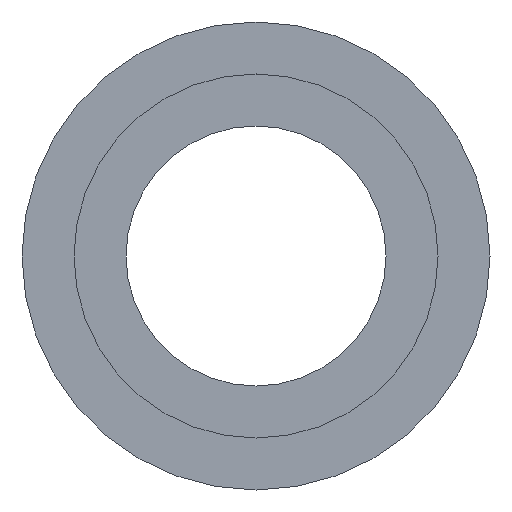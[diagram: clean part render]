
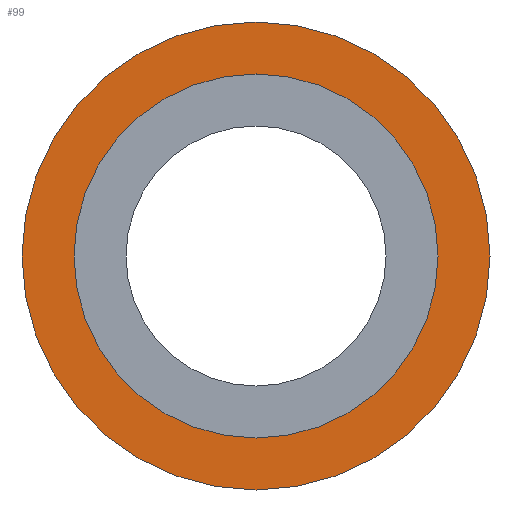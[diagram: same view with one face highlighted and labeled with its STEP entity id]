
A CAD part, front view. The second image highlights one B-rep face of the part: STEP entity #99.
In plain terms, the highlighted planar face has unit normal (0, -1, 0).
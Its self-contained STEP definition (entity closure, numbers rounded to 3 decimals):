
#13 = AXIS2_PLACEMENT_3D ( 'NONE', #162, #291, #42 ) ;
#19 = CIRCLE ( 'NONE', #122, 7. ) ;
#21 = PLANE ( 'NONE',  #13 ) ;
#22 = EDGE_CURVE ( 'NONE', #284, #135, #19, .T. ) ;
#28 = CARTESIAN_POINT ( 'NONE',  ( 0., 5., 0. ) ) ;
#33 = ORIENTED_EDGE ( 'NONE', *, *, #287, .T. ) ;
#42 = DIRECTION ( 'NONE',  ( 0., 0., -1. ) ) ;
#75 = DIRECTION ( 'NONE',  ( 0., -1., 0. ) ) ;
#82 = DIRECTION ( 'NONE',  ( 0., -1., 0. ) ) ;
#89 = VERTEX_POINT ( 'NONE', #252 ) ;
#99 = ADVANCED_FACE ( 'NONE', ( #250, #119 ), #21, .T. ) ;
#103 = EDGE_CURVE ( 'NONE', #89, #282, #165, .T. ) ;
#107 = EDGE_LOOP ( 'NONE', ( #33, #219 ) ) ;
#114 = DIRECTION ( 'NONE',  ( 0., -1., 0. ) ) ;
#119 = FACE_BOUND ( 'NONE', #236, .T. ) ;
#122 = AXIS2_PLACEMENT_3D ( 'NONE', #160, #114, #137 ) ;
#123 = AXIS2_PLACEMENT_3D ( 'NONE', #186, #75, #275 ) ;
#125 = CARTESIAN_POINT ( 'NONE',  ( 0., 5., -7. ) ) ;
#130 = ORIENTED_EDGE ( 'NONE', *, *, #211, .F. ) ;
#132 = CIRCLE ( 'NONE', #161, 9. ) ;
#135 = VERTEX_POINT ( 'NONE', #125 ) ;
#137 = DIRECTION ( 'NONE',  ( 0., 0., -1. ) ) ;
#138 = DIRECTION ( 'NONE',  ( 0., 0., -1. ) ) ;
#154 = ORIENTED_EDGE ( 'NONE', *, *, #22, .F. ) ;
#160 = CARTESIAN_POINT ( 'NONE',  ( 0., 5., 0. ) ) ;
#161 = AXIS2_PLACEMENT_3D ( 'NONE', #28, #82, #188 ) ;
#162 = CARTESIAN_POINT ( 'NONE',  ( 9., 5., 0. ) ) ;
#165 = CIRCLE ( 'NONE', #290, 9. ) ;
#186 = CARTESIAN_POINT ( 'NONE',  ( 0., 5., 0. ) ) ;
#188 = DIRECTION ( 'NONE',  ( 0., 0., -1. ) ) ;
#206 = CARTESIAN_POINT ( 'NONE',  ( 0., 5., 0. ) ) ;
#209 = CIRCLE ( 'NONE', #123, 7. ) ;
#211 = EDGE_CURVE ( 'NONE', #135, #284, #209, .T. ) ;
#219 = ORIENTED_EDGE ( 'NONE', *, *, #103, .T. ) ;
#233 = CARTESIAN_POINT ( 'NONE',  ( 0., 5., -9. ) ) ;
#236 = EDGE_LOOP ( 'NONE', ( #130, #154 ) ) ;
#250 = FACE_OUTER_BOUND ( 'NONE', #107, .T. ) ;
#252 = CARTESIAN_POINT ( 'NONE',  ( 0., 5., 9. ) ) ;
#270 = DIRECTION ( 'NONE',  ( 0., -1., 0. ) ) ;
#275 = DIRECTION ( 'NONE',  ( 0., 0., -1. ) ) ;
#281 = CARTESIAN_POINT ( 'NONE',  ( 0., 5., 7. ) ) ;
#282 = VERTEX_POINT ( 'NONE', #233 ) ;
#284 = VERTEX_POINT ( 'NONE', #281 ) ;
#287 = EDGE_CURVE ( 'NONE', #282, #89, #132, .T. ) ;
#290 = AXIS2_PLACEMENT_3D ( 'NONE', #206, #270, #138 ) ;
#291 = DIRECTION ( 'NONE',  ( 0., -1., 0. ) ) ;
